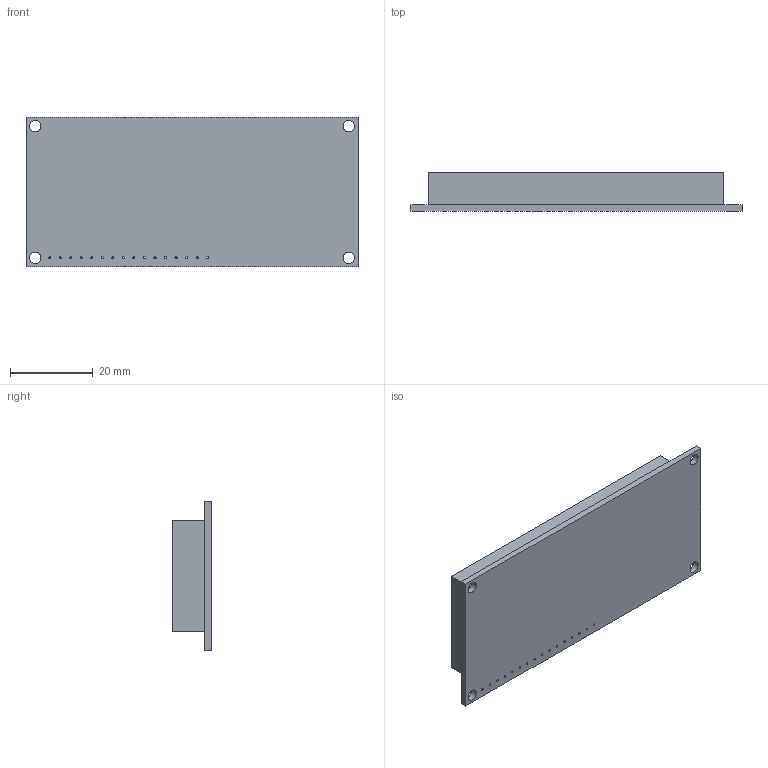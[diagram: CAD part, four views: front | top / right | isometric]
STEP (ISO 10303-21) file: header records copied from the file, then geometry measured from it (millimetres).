
FILE_DESCRIPTION(('HOOPS Exchange Step'),'2;1');
FILE_NAME('6dbdb98ec40e47b193464d55d3b0dc0a20200328-1206-tgcjmg.SLDPRT.step','2020-03-28T05:28:29+00:00',('converter2'),('Unknown organisation'),'HOOPS Exchange 2019.2','HOOPS Exchange','Unknown authorisation');
FILE_SCHEMA( ('AUTOMOTIVE_DESIGN { 1 0 10303 214 1 1 1 1 }') );
Length unit declared in the file: inch
Products named in the file (2): Default; 6dbdb98ec40e47b193464d55d3b0dc0a20200328-1206-tgcjmg
Assembly tree (1 placements, depth 2):
  6dbdb98ec40e47b193464d55d3b0dc0a20200328-1206-tgcjmg
    Default
Bounding box: 80.09 x 9.27 x 36.04 mm (x, y, z)
Volume: 19233.3 mm3; surface area: 7686.1 mm2
Topology: 1 solids, 1 shells, 31 faces, 84 edges, 56 vertices
Faces by surface type: cylinder 20, plane 11
Full cylindrical faces by diameter (mm): 0.508 x16, 2.794 x4
Entity records: 1129 total; most frequent: DIRECTION 192, CARTESIAN_POINT 174, ORIENTED_EDGE 168, EDGE_CURVE 84, AXIS2_PLACEMENT_3D 74, EDGE_LOOP 72, FACE_BOUND 72, VERTEX_POINT 56
